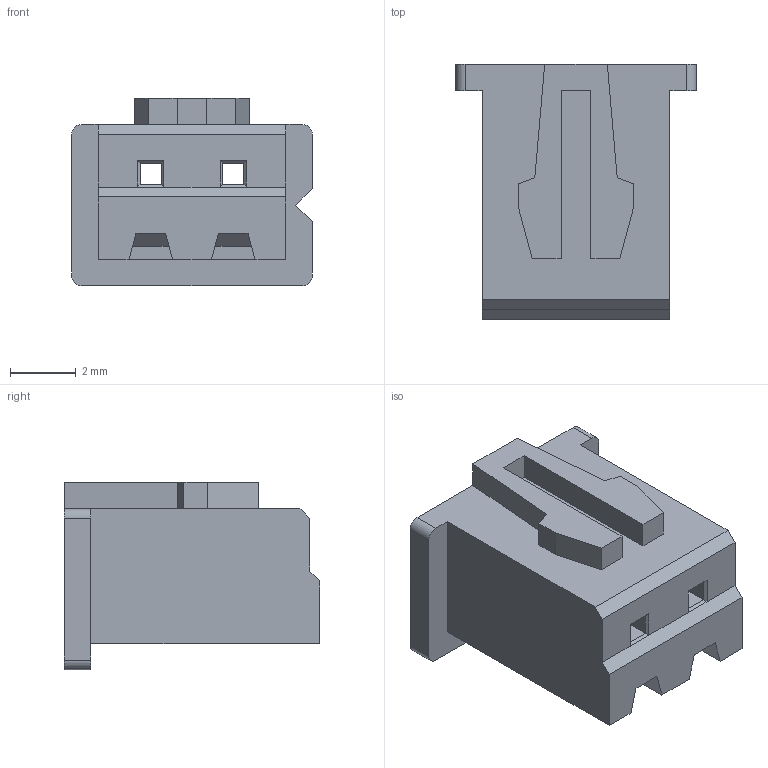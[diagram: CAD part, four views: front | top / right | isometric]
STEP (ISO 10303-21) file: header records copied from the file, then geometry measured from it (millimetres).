
FILE_DESCRIPTION (( 'STEP AP214' ), '1' );
FILE_NAME ('XHP-2.STEP', '2020-09-25T00:13:40', ( '' ), ( '' ), 'SwSTEP 2.0', 'SolidWorks 2017', '' );
FILE_SCHEMA (( 'AUTOMOTIVE_DESIGN' ));
Length unit declared in the file: millimetre
Products named in the file (1): XHP-2
Bounding box: 7.3 x 7.75 x 5.7 mm (x, y, z)
Volume: 179.7 mm3; surface area: 295.4 mm2
Topology: 1 solids, 1 shells, 78 faces, 216 edges, 140 vertices
Faces by surface type: plane 74, cylinder 4
Entity records: 2474 total; most frequent: CARTESIAN_POINT 435, ORIENTED_EDGE 432, DIRECTION 382, EDGE_CURVE 216, LINE 208, VECTOR 208, VERTEX_POINT 140, AXIS2_PLACEMENT_3D 87
